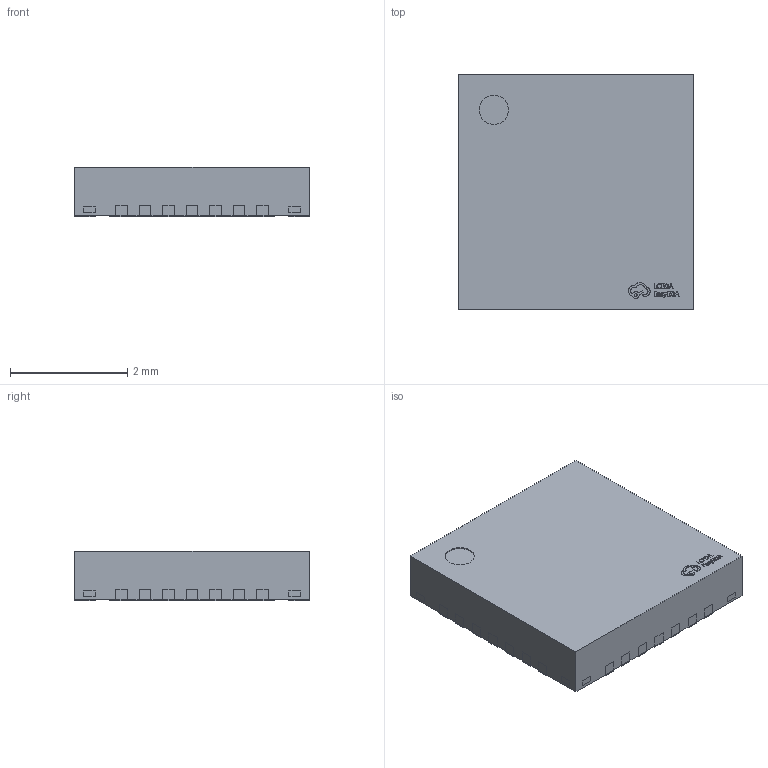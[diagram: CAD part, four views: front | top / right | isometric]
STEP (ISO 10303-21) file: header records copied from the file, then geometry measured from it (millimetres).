
FILE_DESCRIPTION (( 'STEP AP214' ), '1' );
FILE_NAME ('WQFN-28_L4.0-W4.0-H0.9-P0.40-BL-EP.step', '2022-07-15T04:24:22', ( '' ), ( '' ), 'SwSTEP 2.0', 'SolidWorks 2020', '' );
FILE_SCHEMA (( 'AUTOMOTIVE_DESIGN' ));
Length unit declared in the file: millimetre
Products named in the file (1): WQFN-28_L4.0-W4.0-H0.9-P0.40-BL-EP
Bounding box: 4 x 4 x 0.85 mm (x, y, z)
Surface area: 80.7 mm2
Topology: 71 solids, 71 shells, 762 faces, 1844 edges, 1240 vertices
Faces by surface type: plane 648, bspline 112, cylinder 2
Entity records: 31563 total; most frequent: CARTESIAN_POINT 5951, ORIENTED_EDGE 3688, DIRECTION 2922, EDGE_CURVE 1844, VECTOR 1612, LINE 1612, VERTEX_POINT 1240, EDGE_LOOP 790
